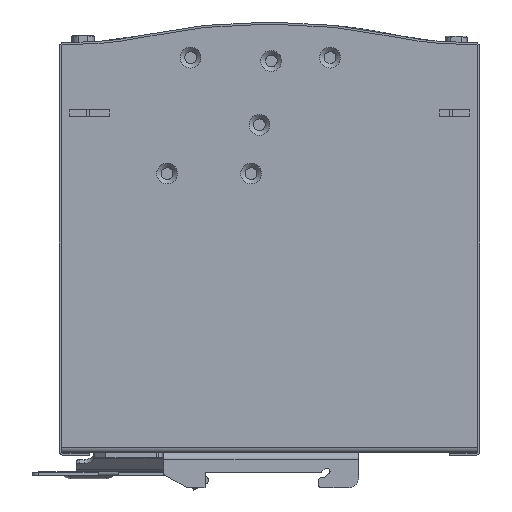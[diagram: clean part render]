
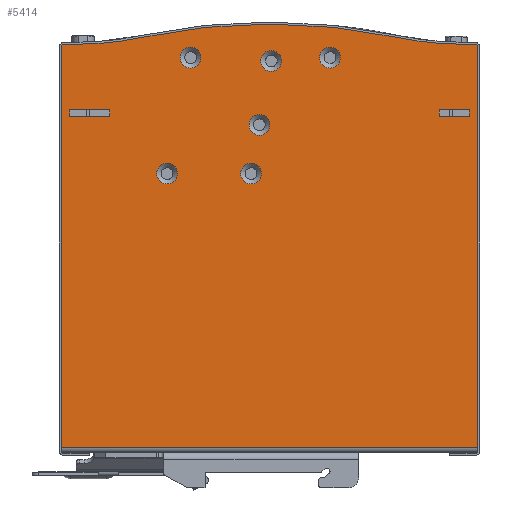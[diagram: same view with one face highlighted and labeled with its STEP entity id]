
A CAD part, front view. The second image highlights one B-rep face of the part: STEP entity #5414.
In plain terms, the highlighted planar face has unit normal (0, -1, 0).
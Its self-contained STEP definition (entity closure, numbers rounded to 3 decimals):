
#5414=ADVANCED_FACE('',(#25199,#25200,#25201,#25202,#25203,#25204,#25205,
#25206,#25207),#8507,.F.);
#8507=PLANE('',#63210);
#10930=LINE('',#82254,#18059);
#10951=LINE('',#82357,#18080);
#10952=LINE('',#82360,#18081);
#10953=LINE('',#82362,#18082);
#10954=LINE('',#82364,#18083);
#10955=LINE('',#82365,#18084);
#10956=LINE('',#82368,#18085);
#10957=LINE('',#82370,#18086);
#10958=LINE('',#82372,#18087);
#10959=LINE('',#82375,#18088);
#10960=LINE('',#82383,#18089);
#10961=LINE('',#82387,#18090);
#10962=LINE('',#82389,#18091);
#18059=VECTOR('',#67179,1.);
#18080=VECTOR('',#67270,1.);
#18081=VECTOR('',#67271,1.);
#18082=VECTOR('',#67272,1.);
#18083=VECTOR('',#67273,1.);
#18084=VECTOR('',#67274,1.);
#18085=VECTOR('',#67275,1.);
#18086=VECTOR('',#67276,1.);
#18087=VECTOR('',#67277,1.);
#18088=VECTOR('',#67280,1.);
#18089=VECTOR('',#67287,1.);
#18090=VECTOR('',#67290,1.);
#18091=VECTOR('',#67291,1.);
#25199=FACE_BOUND('',#26043,.T.);
#25200=FACE_BOUND('',#26044,.T.);
#25201=FACE_BOUND('',#26045,.T.);
#25202=FACE_BOUND('',#26046,.T.);
#25203=FACE_BOUND('',#26047,.T.);
#25204=FACE_BOUND('',#26048,.T.);
#25205=FACE_BOUND('',#26049,.T.);
#25206=FACE_BOUND('',#26050,.T.);
#25207=FACE_BOUND('',#26051,.T.);
#26043=EDGE_LOOP('',(#29935));
#26044=EDGE_LOOP('',(#29936));
#26045=EDGE_LOOP('',(#29937));
#26046=EDGE_LOOP('',(#29938));
#26047=EDGE_LOOP('',(#29939));
#26048=EDGE_LOOP('',(#29940));
#26049=EDGE_LOOP('',(#29941,#29942,#29943,#29944));
#26050=EDGE_LOOP('',(#29945,#29946,#29947,#29948));
#26051=EDGE_LOOP('',(#29949,#29950,#29951,#29952,#29953,#29954,#29955,#29956,
#29957,#29958));
#29935=ORIENTED_EDGE('',*,*,#53505,.T.);
#29936=ORIENTED_EDGE('',*,*,#53506,.T.);
#29937=ORIENTED_EDGE('',*,*,#53507,.T.);
#29938=ORIENTED_EDGE('',*,*,#53508,.T.);
#29939=ORIENTED_EDGE('',*,*,#53509,.T.);
#29940=ORIENTED_EDGE('',*,*,#53510,.T.);
#29941=ORIENTED_EDGE('',*,*,#53511,.F.);
#29942=ORIENTED_EDGE('',*,*,#53512,.F.);
#29943=ORIENTED_EDGE('',*,*,#53513,.F.);
#29944=ORIENTED_EDGE('',*,*,#53514,.F.);
#29945=ORIENTED_EDGE('',*,*,#53515,.F.);
#29946=ORIENTED_EDGE('',*,*,#53516,.F.);
#29947=ORIENTED_EDGE('',*,*,#53517,.F.);
#29948=ORIENTED_EDGE('',*,*,#53518,.F.);
#29949=ORIENTED_EDGE('',*,*,#53459,.T.);
#29950=ORIENTED_EDGE('',*,*,#53519,.T.);
#29951=ORIENTED_EDGE('',*,*,#53520,.F.);
#29952=ORIENTED_EDGE('',*,*,#53521,.F.);
#29953=ORIENTED_EDGE('',*,*,#53522,.F.);
#29954=ORIENTED_EDGE('',*,*,#53523,.F.);
#29955=ORIENTED_EDGE('',*,*,#53524,.F.);
#29956=ORIENTED_EDGE('',*,*,#53525,.T.);
#29957=ORIENTED_EDGE('',*,*,#53526,.F.);
#29958=ORIENTED_EDGE('',*,*,#53527,.T.);
#47589=VERTEX_POINT('',#82253);
#47590=VERTEX_POINT('',#82255);
#47631=VERTEX_POINT('',#82346);
#47632=VERTEX_POINT('',#82348);
#47633=VERTEX_POINT('',#82350);
#47634=VERTEX_POINT('',#82352);
#47635=VERTEX_POINT('',#82354);
#47636=VERTEX_POINT('',#82356);
#47637=VERTEX_POINT('',#82358);
#47638=VERTEX_POINT('',#82359);
#47639=VERTEX_POINT('',#82361);
#47640=VERTEX_POINT('',#82363);
#47641=VERTEX_POINT('',#82366);
#47642=VERTEX_POINT('',#82367);
#47643=VERTEX_POINT('',#82369);
#47644=VERTEX_POINT('',#82371);
#47645=VERTEX_POINT('',#82374);
#47646=VERTEX_POINT('',#82376);
#47647=VERTEX_POINT('',#82378);
#47648=VERTEX_POINT('',#82380);
#47649=VERTEX_POINT('',#82382);
#47650=VERTEX_POINT('',#82384);
#47651=VERTEX_POINT('',#82386);
#47652=VERTEX_POINT('',#82388);
#53459=EDGE_CURVE('',#47590,#47589,#10930,.T.);
#53505=EDGE_CURVE('',#47631,#47631,#62308,.T.);
#53506=EDGE_CURVE('',#47632,#47632,#62309,.T.);
#53507=EDGE_CURVE('',#47633,#47633,#62310,.T.);
#53508=EDGE_CURVE('',#47634,#47634,#62311,.T.);
#53509=EDGE_CURVE('',#47635,#47635,#62312,.T.);
#53510=EDGE_CURVE('',#47636,#47636,#62313,.T.);
#53511=EDGE_CURVE('',#47637,#47638,#10951,.T.);
#53512=EDGE_CURVE('',#47639,#47637,#10952,.T.);
#53513=EDGE_CURVE('',#47640,#47639,#10953,.T.);
#53514=EDGE_CURVE('',#47638,#47640,#10954,.T.);
#53515=EDGE_CURVE('',#47641,#47642,#10955,.T.);
#53516=EDGE_CURVE('',#47643,#47641,#10956,.T.);
#53517=EDGE_CURVE('',#47644,#47643,#10957,.T.);
#53518=EDGE_CURVE('',#47642,#47644,#10958,.T.);
#53519=EDGE_CURVE('',#47589,#47645,#62314,.T.);
#53520=EDGE_CURVE('',#47646,#47645,#10959,.T.);
#53521=EDGE_CURVE('',#47647,#47646,#62315,.T.);
#53522=EDGE_CURVE('',#47648,#47647,#62316,.T.);
#53523=EDGE_CURVE('',#47649,#47648,#62317,.T.);
#53524=EDGE_CURVE('',#47650,#47649,#10960,.T.);
#53525=EDGE_CURVE('',#47650,#47651,#62318,.T.);
#53526=EDGE_CURVE('',#47652,#47651,#10961,.T.);
#53527=EDGE_CURVE('',#47652,#47590,#10962,.T.);
#62308=CIRCLE('',#63199,3.1);
#62309=CIRCLE('',#63200,3.1);
#62310=CIRCLE('',#63201,3.1);
#62311=CIRCLE('',#63202,3.1);
#62312=CIRCLE('',#63203,3.1);
#62313=CIRCLE('',#63204,3.1);
#62314=CIRCLE('',#63205,1.);
#62315=CIRCLE('',#63206,90.);
#62316=CIRCLE('',#63207,184.);
#62317=CIRCLE('',#63208,90.);
#62318=CIRCLE('',#63209,1.);
#63199=AXIS2_PLACEMENT_3D('',#82345,#67258,#67259);
#63200=AXIS2_PLACEMENT_3D('',#82347,#67260,#67261);
#63201=AXIS2_PLACEMENT_3D('',#82349,#67262,#67263);
#63202=AXIS2_PLACEMENT_3D('',#82351,#67264,#67265);
#63203=AXIS2_PLACEMENT_3D('',#82353,#67266,#67267);
#63204=AXIS2_PLACEMENT_3D('',#82355,#67268,#67269);
#63205=AXIS2_PLACEMENT_3D('',#82373,#67278,#67279);
#63206=AXIS2_PLACEMENT_3D('',#82377,#67281,#67282);
#63207=AXIS2_PLACEMENT_3D('',#82379,#67283,#67284);
#63208=AXIS2_PLACEMENT_3D('',#82381,#67285,#67286);
#63209=AXIS2_PLACEMENT_3D('',#82385,#67288,#67289);
#63210=AXIS2_PLACEMENT_3D('',#82390,#67292,#67293);
#67179=DIRECTION('',(0.,0.,1.));
#67258=DIRECTION('',(0.,1.,0.));
#67259=DIRECTION('',(0.,0.,1.));
#67260=DIRECTION('',(0.,1.,0.));
#67261=DIRECTION('',(0.,0.,1.));
#67262=DIRECTION('',(0.,1.,0.));
#67263=DIRECTION('',(0.,0.,1.));
#67264=DIRECTION('',(0.,1.,0.));
#67265=DIRECTION('',(0.,0.,1.));
#67266=DIRECTION('',(0.,1.,0.));
#67267=DIRECTION('',(0.,0.,1.));
#67268=DIRECTION('',(0.,1.,0.));
#67269=DIRECTION('',(0.,0.,1.));
#67270=DIRECTION('',(-1.,0.,0.));
#67271=DIRECTION('',(0.,0.,1.));
#67272=DIRECTION('',(1.,0.,0.));
#67273=DIRECTION('',(0.,0.,-1.));
#67274=DIRECTION('',(-1.,0.,0.));
#67275=DIRECTION('',(0.,0.,1.));
#67276=DIRECTION('',(1.,0.,0.));
#67277=DIRECTION('',(0.,0.,-1.));
#67278=DIRECTION('',(0.,-1.,0.));
#67279=DIRECTION('',(0.,0.,1.));
#67280=DIRECTION('',(1.,0.,0.));
#67281=DIRECTION('',(0.,-1.,0.));
#67282=DIRECTION('',(0.,0.,1.));
#67283=DIRECTION('',(0.,1.,0.));
#67284=DIRECTION('',(0.,0.,1.));
#67285=DIRECTION('',(0.,-1.,0.));
#67286=DIRECTION('',(0.,0.,1.));
#67287=DIRECTION('',(1.,0.,0.));
#67288=DIRECTION('',(0.,-1.,0.));
#67289=DIRECTION('',(0.,0.,1.));
#67290=DIRECTION('',(0.,0.,1.));
#67291=DIRECTION('',(1.,0.,0.));
#67292=DIRECTION('',(0.,1.,0.));
#67293=DIRECTION('',(0.,0.,1.));
#82253=CARTESIAN_POINT('',(62.,-42.75,120.5));
#82254=CARTESIAN_POINT('',(62.,-42.75,1.502));
#82255=CARTESIAN_POINT('',(62.,-42.75,1.502));
#82345=CARTESIAN_POINT('',(18.,-42.75,117.5));
#82346=CARTESIAN_POINT('',(18.,-42.75,120.6));
#82347=CARTESIAN_POINT('',(-3.,-42.75,97.5));
#82348=CARTESIAN_POINT('',(-3.,-42.75,100.6));
#82349=CARTESIAN_POINT('',(-23.5,-42.75,117.5));
#82350=CARTESIAN_POINT('',(-23.5,-42.75,120.6));
#82351=CARTESIAN_POINT('',(0.5,-42.75,116.5));
#82352=CARTESIAN_POINT('',(0.5,-42.75,119.6));
#82353=CARTESIAN_POINT('',(-5.5,-42.75,83.));
#82354=CARTESIAN_POINT('',(-5.5,-42.75,86.1));
#82355=CARTESIAN_POINT('',(-30.5,-42.75,83.));
#82356=CARTESIAN_POINT('',(-30.5,-42.75,86.1));
#82357=CARTESIAN_POINT('',(-62.,-42.75,102.));
#82358=CARTESIAN_POINT('',(-47.5,-42.75,102.));
#82359=CARTESIAN_POINT('',(-59.5,-42.75,102.));
#82360=CARTESIAN_POINT('',(-47.5,-42.75,1.502));
#82361=CARTESIAN_POINT('',(-47.5,-42.75,100.));
#82362=CARTESIAN_POINT('',(-62.,-42.75,100.));
#82363=CARTESIAN_POINT('',(-59.5,-42.75,100.));
#82364=CARTESIAN_POINT('',(-59.5,-42.75,1.502));
#82365=CARTESIAN_POINT('',(-62.,-42.75,102.));
#82366=CARTESIAN_POINT('',(59.5,-42.75,102.));
#82367=CARTESIAN_POINT('',(50.5,-42.75,102.));
#82368=CARTESIAN_POINT('',(59.5,-42.75,1.502));
#82369=CARTESIAN_POINT('',(59.5,-42.75,100.));
#82370=CARTESIAN_POINT('',(-62.,-42.75,100.));
#82371=CARTESIAN_POINT('',(50.5,-42.75,100.));
#82372=CARTESIAN_POINT('',(50.5,-42.75,1.502));
#82373=CARTESIAN_POINT('',(61.,-42.75,120.5));
#82374=CARTESIAN_POINT('',(61.,-42.75,121.5));
#82375=CARTESIAN_POINT('',(-62.,-42.75,121.5));
#82376=CARTESIAN_POINT('',(57.026,-42.75,121.5));
#82377=CARTESIAN_POINT('',(57.026,-42.75,211.5));
#82378=CARTESIAN_POINT('',(38.295,-42.75,123.471));
#82379=CARTESIAN_POINT('',(0.,-42.75,-56.5));
#82380=CARTESIAN_POINT('',(-38.295,-42.75,123.471));
#82381=CARTESIAN_POINT('',(-57.026,-42.75,211.5));
#82382=CARTESIAN_POINT('',(-57.026,-42.75,121.5));
#82383=CARTESIAN_POINT('',(-62.,-42.75,121.5));
#82384=CARTESIAN_POINT('',(-61.,-42.75,121.5));
#82385=CARTESIAN_POINT('',(-61.,-42.75,120.5));
#82386=CARTESIAN_POINT('',(-62.,-42.75,120.5));
#82387=CARTESIAN_POINT('',(-62.,-42.75,1.502));
#82388=CARTESIAN_POINT('',(-62.,-42.75,1.502));
#82389=CARTESIAN_POINT('',(-62.,-42.75,1.502));
#82390=CARTESIAN_POINT('',(-62.,-42.75,1.502));
